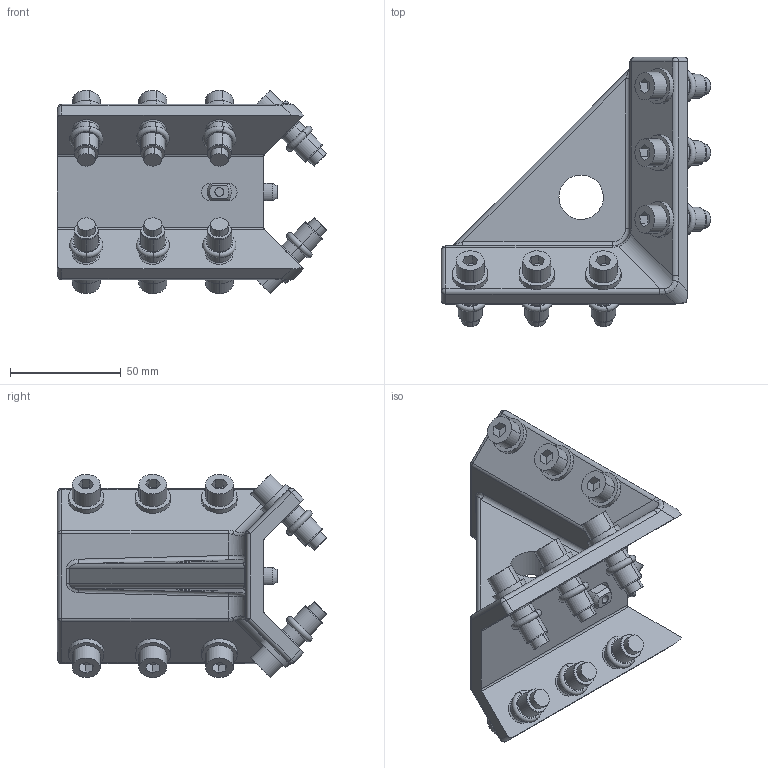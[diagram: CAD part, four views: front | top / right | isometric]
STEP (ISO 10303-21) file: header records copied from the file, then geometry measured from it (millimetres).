
FILE_DESCRIPTION(('CATIA V5 STEP Exchange'),'2;1');
FILE_NAME('AEGT081.stp','2017-07-05T23:55:53+00:00',('none'),('none'),'CATIA Version 5 Release 21 GA (IN-10)','CATIA V5 STEP AP203','none');
FILE_SCHEMA(('CONFIG_CONTROL_DESIGN'));
Length unit declared in the file: millimetre
Products named in the file (1): AEGT081
Bounding box: 121.33 x 121.33 x 91.57 mm (x, y, z)
Volume: 208883 mm3; surface area: 70634.7 mm2
Topology: 1 solids, 13 shells, 609 faces, 1343 edges, 828 vertices
Faces by surface type: cylinder 246, plane 237, cone 76, torus 24, bspline 18, sphere 8
Entity records: 16669 total; most frequent: CARTESIAN_POINT 4269, ORIENTED_EDGE 2670, DIRECTION 2055, EDGE_CURVE 1335, AXIS2_PLACEMENT_3D 1009, VERTEX_POINT 828, EDGE_LOOP 711, VECTOR 651
